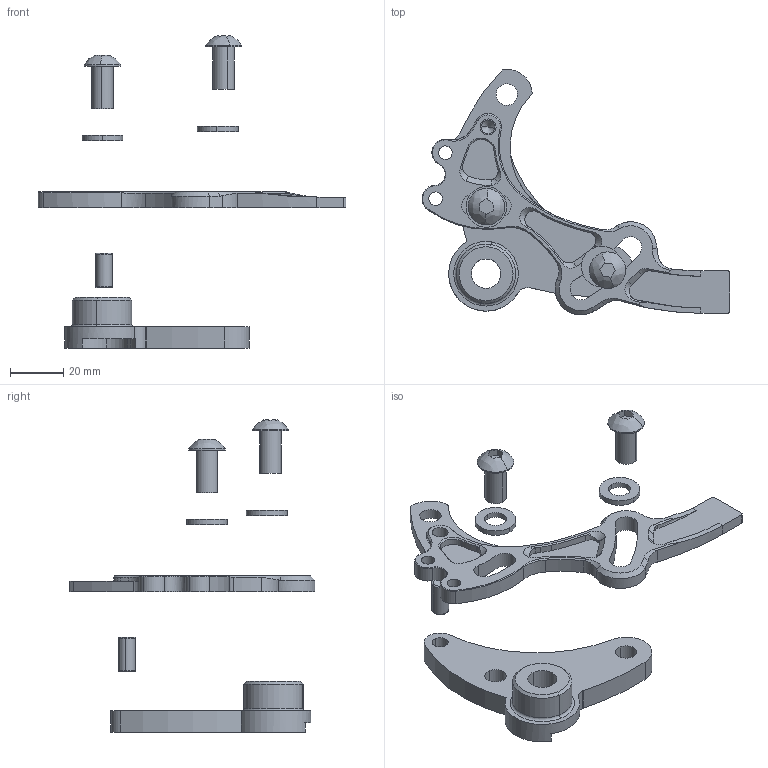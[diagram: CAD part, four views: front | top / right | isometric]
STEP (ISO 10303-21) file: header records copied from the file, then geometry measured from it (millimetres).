
FILE_DESCRIPTION (( 'STEP AP214' ), '1' );
FILE_NAME ('DR4143.STEP', '2018-11-20T18:18:43', ( 'JeffCAD' ), ( 'Microsoft' ), 'SwSTEP 2.0', 'SolidWorks 2018', '' );
FILE_SCHEMA (( 'AUTOMOTIVE_DESIGN' ));
Length unit declared in the file: inch
Products named in the file (6): DR4143; DR4043; MS2015; ROCKER_PIN; MS1014; DS1035R
Assembly tree (7 placements, depth 2):
  DR4143
    DS1035R
    MS1014  x2
    ROCKER_PIN
    MS2015  x2
    DR4043
Bounding box: 115.35 x 92.03 x 117 mm (x, y, z)
Volume: 33390.1 mm3; surface area: 20852.5 mm2
Topology: 7 solids, 7 shells, 244 faces, 636 edges, 410 vertices
Faces by surface type: cylinder 129, cone 52, plane 49, bspline 8, torus 6
Entity records: 7844 total; most frequent: CARTESIAN_POINT 1628, DIRECTION 1259, ORIENTED_EDGE 1172, EDGE_CURVE 586, AXIS2_PLACEMENT_3D 516, VERTEX_POINT 380, CIRCLE 289, EDGE_LOOP 252
